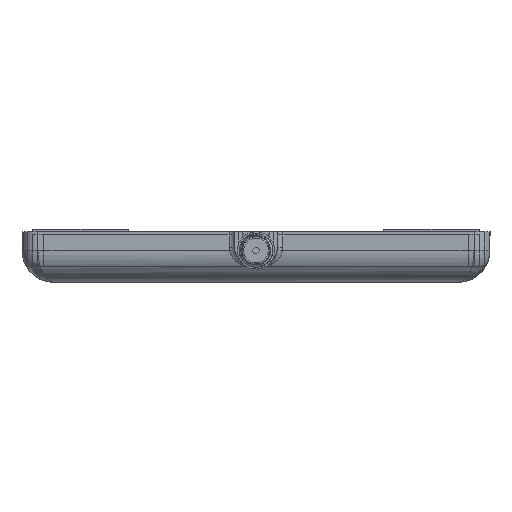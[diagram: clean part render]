
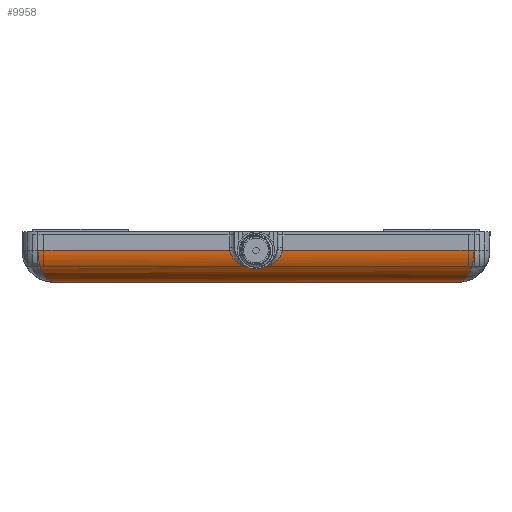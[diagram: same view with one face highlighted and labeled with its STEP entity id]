
A CAD part, front view. The second image highlights one B-rep face of the part: STEP entity #9958.
In plain terms, the highlighted cylindrical face has radius 6 mm (diameter 12 mm), a partial arc.
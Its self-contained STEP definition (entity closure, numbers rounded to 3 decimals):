
#119 = DIRECTION ( 'NONE',  ( 0., 0., -1. ) ) ;
#247 = CARTESIAN_POINT ( 'NONE',  ( 699.987, 3.951, -48.875 ) ) ;
#477 = VERTEX_POINT ( 'NONE', #3454 ) ;
#508 = VECTOR ( 'NONE', #9517, 1000. ) ;
#654 = EDGE_CURVE ( 'NONE', #4346, #5239, #10079, .T. ) ;
#698 = CARTESIAN_POINT ( 'NONE',  ( 694., 9.5, -82. ) ) ;
#734 = CARTESIAN_POINT ( 'NONE',  ( 699.825, 4.952, -48.354 ) ) ;
#819 = CARTESIAN_POINT ( 'NONE',  ( 700., 3.5, 0. ) ) ;
#944 = EDGE_CURVE ( 'NONE', #4474, #477, #11389, .T. ) ;
#1565 = CARTESIAN_POINT ( 'NONE',  ( 699.526, 5.842, -40.632 ) ) ;
#1567 = EDGE_CURVE ( 'NONE', #3061, #2620, #9231, .T. ) ;
#1593 = CARTESIAN_POINT ( 'NONE',  ( 699.627, 5.587, -47.728 ) ) ;
#1702 = ORIENTED_EDGE ( 'NONE', *, *, #6894, .F. ) ;
#1931 = LINE ( 'NONE', #819, #3748 ) ;
#2087 = CARTESIAN_POINT ( 'NONE',  ( 700., 3.5, -3. ) ) ;
#2265 = CARTESIAN_POINT ( 'NONE',  ( 694., 3.5, 0. ) ) ;
#2395 = CARTESIAN_POINT ( 'NONE',  ( 699.779, 5.121, -39.784 ) ) ;
#2458 = CARTESIAN_POINT ( 'NONE',  ( 699.196, 6.5, -43. ) ) ;
#2514 = CARTESIAN_POINT ( 'NONE',  ( 700., 3.5, -39.031 ) ) ;
#2620 = VERTEX_POINT ( 'NONE', #2087 ) ;
#2742 = CARTESIAN_POINT ( 'NONE',  ( 700., 7.015, -3. ) ) ;
#2791 = CARTESIAN_POINT ( 'NONE',  ( 699.525, 5.844, -47.366 ) ) ;
#3061 = VERTEX_POINT ( 'NONE', #4837 ) ;
#3174 = CYLINDRICAL_SURFACE ( 'NONE', #5759, 6. ) ;
#3185 = CARTESIAN_POINT ( 'NONE',  ( 699.244, 6.415, -42.087 ) ) ;
#3411 = CARTESIAN_POINT ( 'NONE',  ( 699.196, 6.5, -42.77 ) ) ;
#3454 = CARTESIAN_POINT ( 'NONE',  ( 700., 3.5, -48.969 ) ) ;
#3462 = CARTESIAN_POINT ( 'NONE',  ( 700., 7.015, -85. ) ) ;
#3610 = CARTESIAN_POINT ( 'NONE',  ( 699.271, 6.367, -46.128 ) ) ;
#3669 = CARTESIAN_POINT ( 'NONE',  ( 699.383, 6.153, -46.769 ) ) ;
#3748 = VECTOR ( 'NONE', #7201, 1000. ) ;
#3778 = ORIENTED_EDGE ( 'NONE', *, *, #1567, .T. ) ;
#4075 = ORIENTED_EDGE ( 'NONE', *, *, #5418, .T. ) ;
#4320 = CARTESIAN_POINT ( 'NONE',  ( 699.905, 4.578, -48.602 ) ) ;
#4344 = CARTESIAN_POINT ( 'NONE',  ( 700., 3.5, -39.031 ) ) ;
#4346 = VERTEX_POINT ( 'NONE', #9394 ) ;
#4474 = VERTEX_POINT ( 'NONE', #6058 ) ;
#4773 = CARTESIAN_POINT ( 'NONE',  ( 700., 3.5, -48.969 ) ) ;
#4837 = CARTESIAN_POINT ( 'NONE',  ( 694., 9.5, -6. ) ) ;
#4869 = CARTESIAN_POINT ( 'NONE',  ( 694., 9.5, -82. ) ) ;
#5093 = CARTESIAN_POINT ( 'NONE',  ( 699.987, 3.948, -39.124 ) ) ;
#5155 = CARTESIAN_POINT ( 'NONE',  ( 699.476, 5.955, -40.823 ) ) ;
#5178 = CARTESIAN_POINT ( 'NONE',  ( 699.679, 5.444, -47.898 ) ) ;
#5239 = VERTEX_POINT ( 'NONE', #4869 ) ;
#5376 = VERTEX_POINT ( 'NONE', #4344 ) ;
#5418 = EDGE_CURVE ( 'NONE', #9287, #4474, #8899, .T. ) ;
#5759 = AXIS2_PLACEMENT_3D ( 'NONE', #2265, #119, #9495 ) ;
#6058 = CARTESIAN_POINT ( 'NONE',  ( 699.196, 6.5, -45. ) ) ;
#6114 = CARTESIAN_POINT ( 'NONE',  ( 699.628, 5.585, -40.27 ) ) ;
#6261 = LINE ( 'NONE', #11621, #8452 ) ;
#6264 = CARTESIAN_POINT ( 'NONE',  ( 699.196, 6.5, -45.23 ) ) ;
#6341 = CARTESIAN_POINT ( 'NONE',  ( 700., 3.5, -3. ) ) ;
#6636 = B_SPLINE_CURVE_WITH_KNOTS ( 'NONE', 3,
 ( #2514, #6884, #5093, #11546, #6770, #11302, #2395, #7008, #6114, #1565, #5155, #8628, #8737, #10545, #3185, #10432, #3411, #2458 ),
 .UNSPECIFIED., .F., .F.,
 ( 4, 2, 2, 2, 2, 2, 2, 2, 4 ),
 ( 0., 0.001, 0.001, 0.002, 0.003, 0.003, 0.004, 0.005, 0.005 ),
 .UNSPECIFIED. ) ;
#6770 = CARTESIAN_POINT ( 'NONE',  ( 699.906, 4.573, -39.395 ) ) ;
#6817 = DIRECTION ( 'NONE',  ( 0., 0., -1. ) ) ;
#6884 = CARTESIAN_POINT ( 'NONE',  ( 700., 3.729, -39.065 ) ) ;
#6894 = EDGE_CURVE ( 'NONE', #4346, #477, #10560, .T. ) ;
#7008 = CARTESIAN_POINT ( 'NONE',  ( 699.68, 5.44, -40.098 ) ) ;
#7066 = CARTESIAN_POINT ( 'NONE',  ( 697.515, 9.5, -83.757 ) ) ;
#7201 = DIRECTION ( 'NONE',  ( 0., 0., 1. ) ) ;
#7222 = EDGE_CURVE ( 'NONE', #5376, #9287, #6636, .T. ) ;
#7229 = ORIENTED_EDGE ( 'NONE', *, *, #7222, .T. ) ;
#7284 = CARTESIAN_POINT ( 'NONE',  ( 699.475, 5.958, -47.171 ) ) ;
#7676 = ORIENTED_EDGE ( 'NONE', *, *, #10758, .F. ) ;
#7940 = CARTESIAN_POINT ( 'NONE',  ( 699.939, 4.378, -48.708 ) ) ;
#7963 = CARTESIAN_POINT ( 'NONE',  ( 700., 3.5, -85. ) ) ;
#8048 = EDGE_CURVE ( 'NONE', #5376, #2620, #1931, .T. ) ;
#8121 = CARTESIAN_POINT ( 'NONE',  ( 699.243, 6.417, -45.905 ) ) ;
#8256 = CARTESIAN_POINT ( 'NONE',  ( 697.515, 9.5, -4.243 ) ) ;
#8452 = VECTOR ( 'NONE', #10743, 1000. ) ;
#8466 = CARTESIAN_POINT ( 'NONE',  ( 700., 3.728, -48.935 ) ) ;
#8628 = CARTESIAN_POINT ( 'NONE',  ( 699.383, 6.152, -41.228 ) ) ;
#8737 = CARTESIAN_POINT ( 'NONE',  ( 699.342, 6.234, -41.438 ) ) ;
#8819 = CARTESIAN_POINT ( 'NONE',  ( 699.777, 5.127, -48.21 ) ) ;
#8899 = LINE ( 'NONE', #10527, #10536 ) ;
#9231 =( BOUNDED_CURVE ( )  B_SPLINE_CURVE ( 3, ( #10874, #8256, #2742, #6341 ),
 .UNSPECIFIED., .F., .T. ) 
 B_SPLINE_CURVE_WITH_KNOTS ( ( 4, 4 ),
 ( 1.571, 3.142 ),
 .UNSPECIFIED. ) 
 CURVE ( )  GEOMETRIC_REPRESENTATION_ITEM ( )  RATIONAL_B_SPLINE_CURVE ( ( 1., 0.805, 0.805, 1. ) ) 
 REPRESENTATION_ITEM ( '' )  );
#9287 = VERTEX_POINT ( 'NONE', #10130 ) ;
#9394 = CARTESIAN_POINT ( 'NONE',  ( 700., 3.5, -85. ) ) ;
#9495 = DIRECTION ( 'NONE',  ( -1., 0., 0. ) ) ;
#9517 = DIRECTION ( 'NONE',  ( 0., 0., 1. ) ) ;
#9703 = CARTESIAN_POINT ( 'NONE',  ( 699.196, 6.5, -45. ) ) ;
#9892 = CARTESIAN_POINT ( 'NONE',  ( 699.206, 6.483, -45.457 ) ) ;
#9958 = ADVANCED_FACE ( 'NONE', ( #10423 ), #3174, .T. ) ;
#10079 =( BOUNDED_CURVE ( )  B_SPLINE_CURVE ( 3, ( #7963, #3462, #7066, #698 ),
 .UNSPECIFIED., .F., .T. ) 
 B_SPLINE_CURVE_WITH_KNOTS ( ( 4, 4 ),
 ( 3.142, 4.712 ),
 .UNSPECIFIED. ) 
 CURVE ( )  GEOMETRIC_REPRESENTATION_ITEM ( )  RATIONAL_B_SPLINE_CURVE ( ( 1., 0.805, 0.805, 1. ) ) 
 REPRESENTATION_ITEM ( '' )  );
#10130 = CARTESIAN_POINT ( 'NONE',  ( 699.196, 6.5, -43. ) ) ;
#10408 = ORIENTED_EDGE ( 'NONE', *, *, #944, .T. ) ;
#10423 = FACE_OUTER_BOUND ( 'NONE', #11245, .T. ) ;
#10432 = CARTESIAN_POINT ( 'NONE',  ( 699.206, 6.483, -42.539 ) ) ;
#10527 = CARTESIAN_POINT ( 'NONE',  ( 699.196, 6.5, 0. ) ) ;
#10536 = VECTOR ( 'NONE', #6817, 1000. ) ;
#10545 = CARTESIAN_POINT ( 'NONE',  ( 699.272, 6.365, -41.867 ) ) ;
#10560 = LINE ( 'NONE', #11429, #508 ) ;
#10740 = ORIENTED_EDGE ( 'NONE', *, *, #8048, .F. ) ;
#10743 = DIRECTION ( 'NONE',  ( 0., 0., -1. ) ) ;
#10758 = EDGE_CURVE ( 'NONE', #3061, #5239, #6261, .T. ) ;
#10859 = CARTESIAN_POINT ( 'NONE',  ( 699.341, 6.234, -46.561 ) ) ;
#10874 = CARTESIAN_POINT ( 'NONE',  ( 694., 9.5, -6. ) ) ;
#11245 = EDGE_LOOP ( 'NONE', ( #4075, #10408, #1702, #11712, #7676, #3778, #10740, #7229 ) ) ;
#11302 = CARTESIAN_POINT ( 'NONE',  ( 699.826, 4.948, -39.643 ) ) ;
#11389 = B_SPLINE_CURVE_WITH_KNOTS ( 'NONE', 3,
 ( #9703, #6264, #9892, #8121, #3610, #10859, #3669, #7284, #2791, #1593, #5178, #8819, #734, #4320, #7940, #247, #8466, #4773 ),
 .UNSPECIFIED., .F., .F.,
 ( 4, 2, 2, 2, 2, 2, 2, 2, 4 ),
 ( 0., 0.001, 0.001, 0.002, 0.003, 0.003, 0.004, 0.005, 0.005 ),
 .UNSPECIFIED. ) ;
#11429 = CARTESIAN_POINT ( 'NONE',  ( 700., 3.5, 0. ) ) ;
#11546 = CARTESIAN_POINT ( 'NONE',  ( 699.941, 4.369, -39.288 ) ) ;
#11621 = CARTESIAN_POINT ( 'NONE',  ( 694., 9.5, 0. ) ) ;
#11712 = ORIENTED_EDGE ( 'NONE', *, *, #654, .T. ) ;
